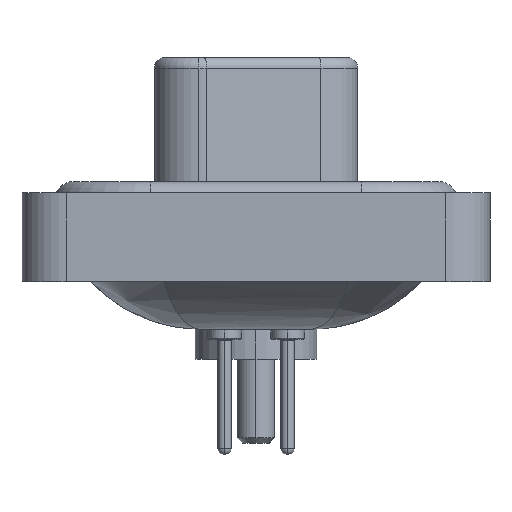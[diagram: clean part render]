
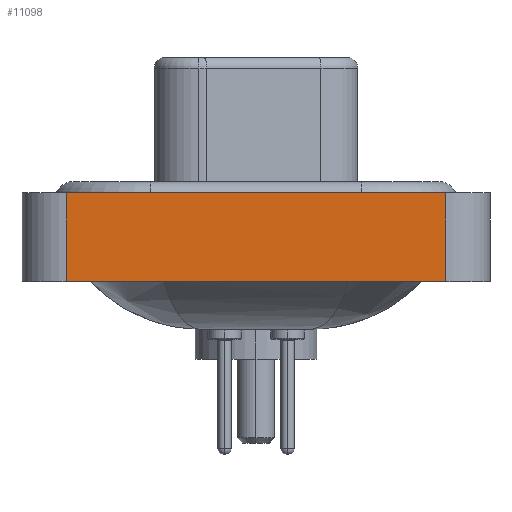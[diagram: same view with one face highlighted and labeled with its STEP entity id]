
A CAD part, left-side view. The second image highlights one B-rep face of the part: STEP entity #11098.
In plain terms, the highlighted planar face has unit normal (-1, 0, 0).
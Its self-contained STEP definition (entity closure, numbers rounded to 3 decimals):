
#987 = ORIENTED_EDGE ( 'NONE', *, *, #4783, .T. ) ;
#1051 = VECTOR ( 'NONE', #7592, 1000. ) ;
#1878 = DIRECTION ( 'NONE',  ( 0., 0., 1. ) ) ;
#2170 = VECTOR ( 'NONE', #18239, 1000. ) ;
#2730 = DIRECTION ( 'NONE',  ( 0., -1., 0. ) ) ;
#2832 = VERTEX_POINT ( 'NONE', #6542 ) ;
#3987 = CARTESIAN_POINT ( 'NONE',  ( -7.3, -8.55, 0.4 ) ) ;
#4783 = EDGE_CURVE ( 'NONE', #2832, #16422, #20149, .T. ) ;
#4937 = EDGE_CURVE ( 'NONE', #2832, #6553, #19472, .T. ) ;
#4962 = ORIENTED_EDGE ( 'NONE', *, *, #18835, .F. ) ;
#5890 = DIRECTION ( 'NONE',  ( -1., 0., 0. ) ) ;
#6002 = EDGE_LOOP ( 'NONE', ( #11280, #4962, #15187, #987 ) ) ;
#6404 = CARTESIAN_POINT ( 'NONE',  ( -7.3, 8.55, -3.6 ) ) ;
#6542 = CARTESIAN_POINT ( 'NONE',  ( -7.3, 8.55, -3.6 ) ) ;
#6553 = VERTEX_POINT ( 'NONE', #14840 ) ;
#7376 = LINE ( 'NONE', #3987, #11208 ) ;
#7543 = CARTESIAN_POINT ( 'NONE',  ( -7.3, -8.55, -3.6 ) ) ;
#7592 = DIRECTION ( 'NONE',  ( 0., -1., 0. ) ) ;
#8786 = CARTESIAN_POINT ( 'NONE',  ( -7.3, -8.55, -3.6 ) ) ;
#9183 = CARTESIAN_POINT ( 'NONE',  ( -7.3, -8.55, -3.6 ) ) ;
#10766 = DIRECTION ( 'NONE',  ( 0., 0., 1. ) ) ;
#11098 = ADVANCED_FACE ( 'NONE', ( #18950 ), #19051, .T. ) ;
#11208 = VECTOR ( 'NONE', #2730, 1000. ) ;
#11280 = ORIENTED_EDGE ( 'NONE', *, *, #15481, .T. ) ;
#11744 = CARTESIAN_POINT ( 'NONE',  ( -7.3, -8.55, -3.6 ) ) ;
#12511 = CARTESIAN_POINT ( 'NONE',  ( -7.3, -8.55, 0.4 ) ) ;
#13760 = LINE ( 'NONE', #11744, #2170 ) ;
#14840 = CARTESIAN_POINT ( 'NONE',  ( -7.3, 8.55, 0.4 ) ) ;
#15187 = ORIENTED_EDGE ( 'NONE', *, *, #4937, .F. ) ;
#15481 = EDGE_CURVE ( 'NONE', #16422, #18127, #13760, .T. ) ;
#16422 = VERTEX_POINT ( 'NONE', #7543 ) ;
#18127 = VERTEX_POINT ( 'NONE', #12511 ) ;
#18239 = DIRECTION ( 'NONE',  ( 0., 0., 1. ) ) ;
#18835 = EDGE_CURVE ( 'NONE', #6553, #18127, #7376, .T. ) ;
#18950 = FACE_OUTER_BOUND ( 'NONE', #6002, .T. ) ;
#19051 = PLANE ( 'NONE',  #19630 ) ;
#19472 = LINE ( 'NONE', #6404, #19697 ) ;
#19630 = AXIS2_PLACEMENT_3D ( 'NONE', #9183, #5890, #10766 ) ;
#19697 = VECTOR ( 'NONE', #1878, 1000. ) ;
#20149 = LINE ( 'NONE', #8786, #1051 ) ;
